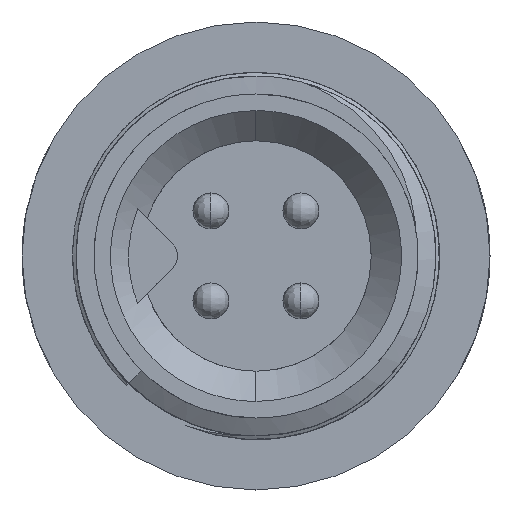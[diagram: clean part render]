
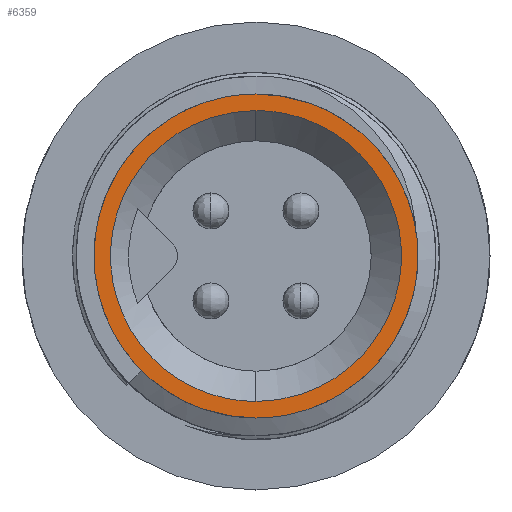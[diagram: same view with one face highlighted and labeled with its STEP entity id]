
A CAD part, left-side view. The second image highlights one B-rep face of the part: STEP entity #6359.
In plain terms, the highlighted planar face has unit normal (-1, 0, 0).
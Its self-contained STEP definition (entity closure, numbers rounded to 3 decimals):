
#30 = CARTESIAN_POINT ( 'NONE',  ( -13.281, 0., 2.25 ) ) ;
#223 = CARTESIAN_POINT ( 'NONE',  ( -13.281, 0.264, 2.02 ) ) ;
#258 = CARTESIAN_POINT ( 'NONE',  ( -13.281, 1.967, -0.529 ) ) ;
#386 = CARTESIAN_POINT ( 'NONE',  ( -13.281, 0., -2.02 ) ) ;
#426 = EDGE_LOOP ( 'NONE', ( #4622, #6216 ) ) ;
#794 = CARTESIAN_POINT ( 'NONE',  ( -13.281, -1.765, 1.017 ) ) ;
#850 = CARTESIAN_POINT ( 'NONE',  ( -13.281, 1.966, -1.133 ) ) ;
#854 = CARTESIAN_POINT ( 'NONE',  ( -13.281, -2.191, -0.589 ) ) ;
#863 = VERTEX_POINT ( 'NONE', #10697 ) ;
#1113 = CARTESIAN_POINT ( 'NONE',  ( -13.281, 1.615, -1.241 ) ) ;
#1597 = CARTESIAN_POINT ( 'NONE',  ( -13.281, 0., -2.02 ) ) ;
#1618 = ORIENTED_EDGE ( 'NONE', *, *, #6758, .F. ) ;
#1647 = CARTESIAN_POINT ( 'NONE',  ( -13.281, -1.241, 1.615 ) ) ;
#1659 = CARTESIAN_POINT ( 'NONE',  ( -13.281, 0., 2.25 ) ) ;
#1696 = CARTESIAN_POINT ( 'NONE',  ( -13.281, 2.25, -0.295 ) ) ;
#1699 = CARTESIAN_POINT ( 'NONE',  ( -13.281, -1.799, -1.383 ) ) ;
#1966 = CARTESIAN_POINT ( 'NONE',  ( -13.281, 1.017, -1.765 ) ) ;
#2290 = EDGE_CURVE ( 'NONE', #9634, #863, #6940, .T. ) ;
#2380 = ORIENTED_EDGE ( 'NONE', *, *, #9290, .F. ) ;
#2450 = CARTESIAN_POINT ( 'NONE',  ( -13.281, -0.529, -1.967 ) ) ;
#2488 = CARTESIAN_POINT ( 'NONE',  ( -13.281, -0.529, 1.967 ) ) ;
#2495 = CARTESIAN_POINT ( 'NONE',  ( -13.281, 0.295, -2.25 ) ) ;
#2539 = CARTESIAN_POINT ( 'NONE',  ( -13.281, 2.191, 0.589 ) ) ;
#2542 = CARTESIAN_POINT ( 'NONE',  ( -13.281, -1.133, -1.966 ) ) ;
#2643 = CARTESIAN_POINT ( 'NONE',  ( -13.281, 0., -2.25 ) ) ;
#2773 = CARTESIAN_POINT ( 'NONE',  ( -13.281, 1.017, 1.765 ) ) ;
#2810 = CARTESIAN_POINT ( 'NONE',  ( -13.281, 0.264, -2.02 ) ) ;
#3301 = CARTESIAN_POINT ( 'NONE',  ( -13.281, -1.241, -1.615 ) ) ;
#3345 = CARTESIAN_POINT ( 'NONE',  ( -13.281, 0., 2.02 ) ) ;
#3357 = CARTESIAN_POINT ( 'NONE',  ( -13.281, 0., -2.25 ) ) ;
#3360 = CARTESIAN_POINT ( 'NONE',  ( -13.281, -1.133, 1.966 ) ) ;
#3396 = CARTESIAN_POINT ( 'NONE',  ( -13.281, 1.799, 1.383 ) ) ;
#3399 = CARTESIAN_POINT ( 'NONE',  ( -13.281, -0.295, -2.25 ) ) ;
#3546 = VERTEX_POINT ( 'NONE', #386 ) ;
#3636 = CARTESIAN_POINT ( 'NONE',  ( -13.281, 1.615, 1.241 ) ) ;
#4170 = CARTESIAN_POINT ( 'NONE',  ( -13.281, -1.765, -1.017 ) ) ;
#4217 = CARTESIAN_POINT ( 'NONE',  ( -13.281, -1.799, 1.383 ) ) ;
#4259 = CARTESIAN_POINT ( 'NONE',  ( -13.281, 1.133, 1.966 ) ) ;
#4489 = CARTESIAN_POINT ( 'NONE',  ( -13.281, 1.967, 0.529 ) ) ;
#4622 = ORIENTED_EDGE ( 'NONE', *, *, #9219, .F. ) ;
#5013 = CARTESIAN_POINT ( 'NONE',  ( -13.281, -2.02, -0.264 ) ) ;
#5065 = CARTESIAN_POINT ( 'NONE',  ( -13.281, 1.133, -1.966 ) ) ;
#5068 = CARTESIAN_POINT ( 'NONE',  ( -13.281, -2.191, 0.589 ) ) ;
#5102 = CARTESIAN_POINT ( 'NONE',  ( -13.281, 0.295, 2.25 ) ) ;
#5327 = VERTEX_POINT ( 'NONE', #9523 ) ;
#5337 = CARTESIAN_POINT ( 'NONE',  ( -13.281, 2.02, -0.264 ) ) ;
#5749 = CARTESIAN_POINT ( 'NONE',  ( -13.281, 0., 0. ) ) ;
#5784 = PLANE ( 'NONE',  #10661 ) ;
#5863 = CARTESIAN_POINT ( 'NONE',  ( -13.281, -1.967, 0.529 ) ) ;
#5878 = DIRECTION ( 'NONE',  ( 0., 0., -1. ) ) ;
#5913 = CARTESIAN_POINT ( 'NONE',  ( -13.281, 1.799, -1.383 ) ) ;
#5916 = CARTESIAN_POINT ( 'NONE',  ( -13.281, -2.25, -0.295 ) ) ;
#6175 = CARTESIAN_POINT ( 'NONE',  ( -13.281, 1.765, -1.017 ) ) ;
#6216 = ORIENTED_EDGE ( 'NONE', *, *, #2290, .F. ) ;
#6359 = ADVANCED_FACE ( 'NONE', ( #9902, #6991 ), #5784, .F. ) ;
#6665 = CARTESIAN_POINT ( 'NONE',  ( -13.281, -0.264, -2.02 ) ) ;
#6701 = CARTESIAN_POINT ( 'NONE',  ( -13.281, -1.615, 1.241 ) ) ;
#6712 = CARTESIAN_POINT ( 'NONE',  ( -13.281, -0.295, 2.25 ) ) ;
#6751 = CARTESIAN_POINT ( 'NONE',  ( -13.281, 2.191, -0.589 ) ) ;
#6754 = CARTESIAN_POINT ( 'NONE',  ( -13.281, -1.966, -1.133 ) ) ;
#6758 = EDGE_CURVE ( 'NONE', #3546, #5327, #9429, .T. ) ;
#6786 = B_SPLINE_CURVE_WITH_KNOTS ( 'NONE', 3,
 ( #1659, #6712, #8387, #3360, #9241, #4217, #10077, #5068, #10916, #5916, #854, #6754, #1699, #7589, #2542, #8425, #3399, #9280 ),
 .UNSPECIFIED., .F., .F.,
 ( 4, 2, 2, 2, 2, 2, 2, 2, 4 ),
 ( 0., 0.125, 0.25, 0.375, 0.5, 0.625, 0.75, 0.875, 1. ),
 .UNSPECIFIED. ) ;
#6888 = EDGE_LOOP ( 'NONE', ( #2380, #1618 ) ) ;
#6940 = B_SPLINE_CURVE_WITH_KNOTS ( 'NONE', 3,
 ( #3357, #2495, #10074, #5065, #10913, #5913, #850, #6751, #1696, #7585, #2539, #8422, #3396, #9276, #4259, #10113, #5102, #30 ),
 .UNSPECIFIED., .F., .F.,
 ( 4, 2, 2, 2, 2, 2, 2, 2, 4 ),
 ( 0., 0.125, 0.25, 0.375, 0.5, 0.625, 0.75, 0.875, 1. ),
 .UNSPECIFIED. ) ;
#6991 = FACE_BOUND ( 'NONE', #6888, .T. ) ;
#7014 = CARTESIAN_POINT ( 'NONE',  ( -13.281, 1.241, -1.615 ) ) ;
#7538 = CARTESIAN_POINT ( 'NONE',  ( -13.281, -1.017, 1.765 ) ) ;
#7585 = CARTESIAN_POINT ( 'NONE',  ( -13.281, 2.25, 0.295 ) ) ;
#7589 = CARTESIAN_POINT ( 'NONE',  ( -13.281, -1.383, -1.799 ) ) ;
#7753 = B_SPLINE_CURVE_WITH_KNOTS ( 'NONE', 3,
 ( #10324, #223, #7821, #2773, #8666, #3636, #9502, #4489, #10350, #5337, #258, #6175, #1113, #7014, #1966, #7851, #2810, #8701 ),
 .UNSPECIFIED., .F., .F.,
 ( 4, 2, 2, 2, 2, 2, 2, 2, 4 ),
 ( 0., 0.125, 0.25, 0.375, 0.5, 0.625, 0.75, 0.875, 1. ),
 .UNSPECIFIED. ) ;
#7821 = CARTESIAN_POINT ( 'NONE',  ( -13.281, 0.529, 1.967 ) ) ;
#7851 = CARTESIAN_POINT ( 'NONE',  ( -13.281, 0.529, -1.967 ) ) ;
#8334 = CARTESIAN_POINT ( 'NONE',  ( -13.281, -1.017, -1.765 ) ) ;
#8377 = CARTESIAN_POINT ( 'NONE',  ( -13.281, -0.264, 2.02 ) ) ;
#8387 = CARTESIAN_POINT ( 'NONE',  ( -13.281, -0.589, 2.191 ) ) ;
#8422 = CARTESIAN_POINT ( 'NONE',  ( -13.281, 1.966, 1.133 ) ) ;
#8425 = CARTESIAN_POINT ( 'NONE',  ( -13.281, -0.589, -2.191 ) ) ;
#8666 = CARTESIAN_POINT ( 'NONE',  ( -13.281, 1.241, 1.615 ) ) ;
#8701 = CARTESIAN_POINT ( 'NONE',  ( -13.281, 0., -2.02 ) ) ;
#9186 = CARTESIAN_POINT ( 'NONE',  ( -13.281, -1.615, -1.241 ) ) ;
#9219 = EDGE_CURVE ( 'NONE', #863, #9634, #6786, .T. ) ;
#9241 = CARTESIAN_POINT ( 'NONE',  ( -13.281, -1.383, 1.799 ) ) ;
#9276 = CARTESIAN_POINT ( 'NONE',  ( -13.281, 1.383, 1.799 ) ) ;
#9280 = CARTESIAN_POINT ( 'NONE',  ( -13.281, 0., -2.25 ) ) ;
#9290 = EDGE_CURVE ( 'NONE', #5327, #3546, #7753, .T. ) ;
#9429 = B_SPLINE_CURVE_WITH_KNOTS ( 'NONE', 3,
 ( #1597, #6665, #2450, #8334, #3301, #9186, #4170, #10020, #5013, #10865, #5863, #794, #6701, #1647, #7538, #2488, #8377, #3345 ),
 .UNSPECIFIED., .F., .F.,
 ( 4, 2, 2, 2, 2, 2, 2, 2, 4 ),
 ( 0., 0.125, 0.25, 0.375, 0.5, 0.625, 0.75, 0.875, 1. ),
 .UNSPECIFIED. ) ;
#9502 = CARTESIAN_POINT ( 'NONE',  ( -13.281, 1.765, 1.017 ) ) ;
#9523 = CARTESIAN_POINT ( 'NONE',  ( -13.281, 0., 2.02 ) ) ;
#9634 = VERTEX_POINT ( 'NONE', #2643 ) ;
#9902 = FACE_OUTER_BOUND ( 'NONE', #426, .T. ) ;
#10020 = CARTESIAN_POINT ( 'NONE',  ( -13.281, -1.967, -0.529 ) ) ;
#10074 = CARTESIAN_POINT ( 'NONE',  ( -13.281, 0.589, -2.191 ) ) ;
#10077 = CARTESIAN_POINT ( 'NONE',  ( -13.281, -1.966, 1.133 ) ) ;
#10113 = CARTESIAN_POINT ( 'NONE',  ( -13.281, 0.589, 2.191 ) ) ;
#10324 = CARTESIAN_POINT ( 'NONE',  ( -13.281, 0., 2.02 ) ) ;
#10350 = CARTESIAN_POINT ( 'NONE',  ( -13.281, 2.02, 0.264 ) ) ;
#10661 = AXIS2_PLACEMENT_3D ( 'NONE', #5749, #10875, #5878 ) ;
#10697 = CARTESIAN_POINT ( 'NONE',  ( -13.281, 0., 2.25 ) ) ;
#10865 = CARTESIAN_POINT ( 'NONE',  ( -13.281, -2.02, 0.264 ) ) ;
#10875 = DIRECTION ( 'NONE',  ( 1., 0., 0. ) ) ;
#10913 = CARTESIAN_POINT ( 'NONE',  ( -13.281, 1.383, -1.799 ) ) ;
#10916 = CARTESIAN_POINT ( 'NONE',  ( -13.281, -2.25, 0.295 ) ) ;
